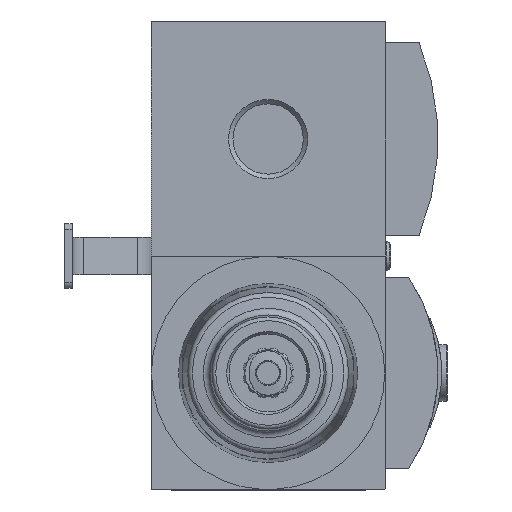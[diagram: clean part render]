
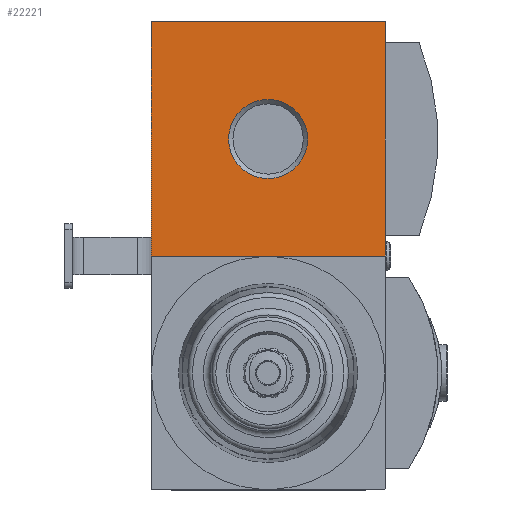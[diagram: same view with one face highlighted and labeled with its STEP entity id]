
A CAD part, front view. The second image highlights one B-rep face of the part: STEP entity #22221.
In plain terms, the highlighted planar face has unit normal (0, -1, 0).
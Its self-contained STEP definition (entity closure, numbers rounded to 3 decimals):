
#291=PLANE('',#23281);
#1011=LINE('',#30588,#2536);
#1019=LINE('',#30603,#2544);
#1035=LINE('',#30633,#2560);
#1075=LINE('',#30724,#2600);
#2536=VECTOR('',#25328,1000.);
#2544=VECTOR('',#25338,1000.);
#2560=VECTOR('',#25356,1000.);
#2600=VECTOR('',#25434,1000.);
#3865=CIRCLE('',#23282,10.478);
#5078=ORIENTED_EDGE('',*,*,#9838,.F.);
#5079=ORIENTED_EDGE('',*,*,#9754,.F.);
#5080=ORIENTED_EDGE('',*,*,#9746,.F.);
#5081=ORIENTED_EDGE('',*,*,#9770,.F.);
#5082=ORIENTED_EDGE('',*,*,#9819,.F.);
#9746=EDGE_CURVE('',#12152,#12153,#1011,.T.);
#9754=EDGE_CURVE('',#12153,#12159,#1019,.T.);
#9770=EDGE_CURVE('',#12171,#12152,#1035,.T.);
#9819=EDGE_CURVE('',#12159,#12171,#1075,.T.);
#9838=EDGE_CURVE('',#12213,#12213,#3865,.T.);
#12152=VERTEX_POINT('',#30587);
#12153=VERTEX_POINT('',#30589);
#12159=VERTEX_POINT('',#30604);
#12171=VERTEX_POINT('',#30632);
#12213=VERTEX_POINT('',#30763);
#13865=EDGE_LOOP('',(#5078));
#13866=EDGE_LOOP('',(#5079,#5080,#5081,#5082));
#14974=FACE_BOUND('',#13865,.T.);
#14975=FACE_BOUND('',#13866,.T.);
#22221=ADVANCED_FACE('',(#14974,#14975),#291,.F.);
#23281=AXIS2_PLACEMENT_3D('',#30761,#25476,#25477);
#23282=AXIS2_PLACEMENT_3D('',#30762,#25478,#25479);
#25328=DIRECTION('',(-1.,0.,0.));
#25338=DIRECTION('',(0.,0.,1.));
#25356=DIRECTION('',(0.,0.,-1.));
#25434=DIRECTION('',(1.,0.,0.));
#25476=DIRECTION('',(0.,1.,0.));
#25477=DIRECTION('',(0.,0.,1.));
#25478=DIRECTION('',(0.,-1.,0.));
#25479=DIRECTION('',(0.,0.,-1.));
#30587=CARTESIAN_POINT('',(31.,-45.,-31.));
#30588=CARTESIAN_POINT('',(31.,-45.,-31.));
#30589=CARTESIAN_POINT('',(-31.,-45.,-31.));
#30603=CARTESIAN_POINT('',(-31.,-45.,-31.));
#30604=CARTESIAN_POINT('',(-31.,-45.,31.));
#30632=CARTESIAN_POINT('',(31.,-45.,31.));
#30633=CARTESIAN_POINT('',(31.,-45.,31.));
#30724=CARTESIAN_POINT('',(-31.,-45.,31.));
#30761=CARTESIAN_POINT('',(0.,-45.,0.));
#30762=CARTESIAN_POINT('',(0.,-45.,0.));
#30763=CARTESIAN_POINT('',(0.,-45.,-10.478));
